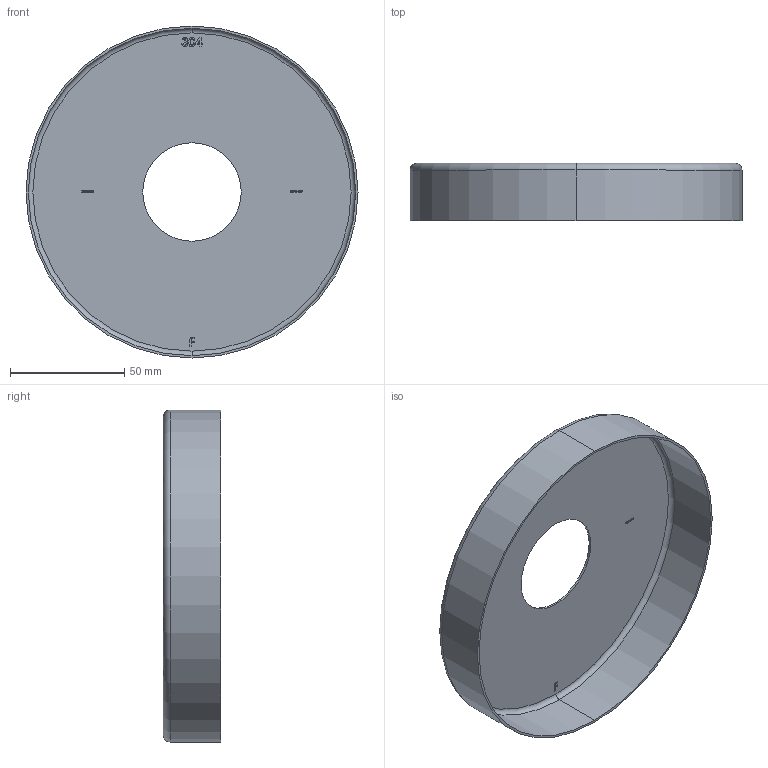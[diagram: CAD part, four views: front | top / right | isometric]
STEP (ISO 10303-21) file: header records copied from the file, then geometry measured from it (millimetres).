
FILE_DESCRIPTION (( 'STEP AP203' ), '1' );
FILE_NAME ('50845-240.step', '2020-11-05T12:44:09', ( '' ), ( '' ), 'SwSTEP 2.0', 'SolidWorks 2018', '' );
FILE_SCHEMA (( 'CONFIG_CONTROL_DESIGN' ));
Length unit declared in the file: millimetre
Products named in the file (2): 50845-240
Bounding box: 145 x 25 x 145 mm (x, y, z)
Volume: 25427.2 mm3; surface area: 51461.5 mm2
Topology: 1 solids, 1 shells, 304 faces, 803 edges, 534 vertices
Faces by surface type: plane 164, bspline 130, cylinder 6, torus 4
Entity records: 16802 total; most frequent: CARTESIAN_POINT 9981, ORIENTED_EDGE 1606, DIRECTION 915, EDGE_CURVE 803, VERTEX_POINT 534, VECTOR 523, LINE 523, EDGE_LOOP 339
